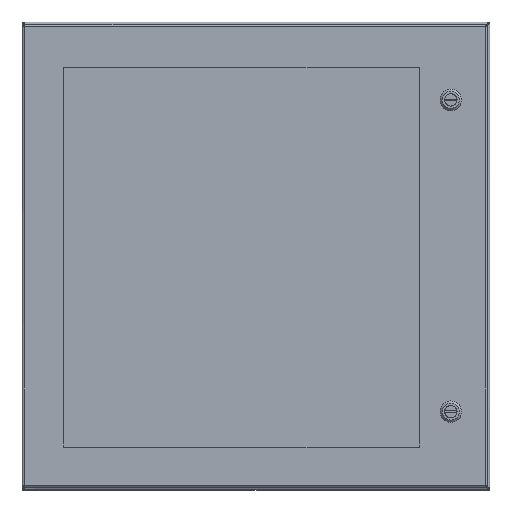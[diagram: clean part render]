
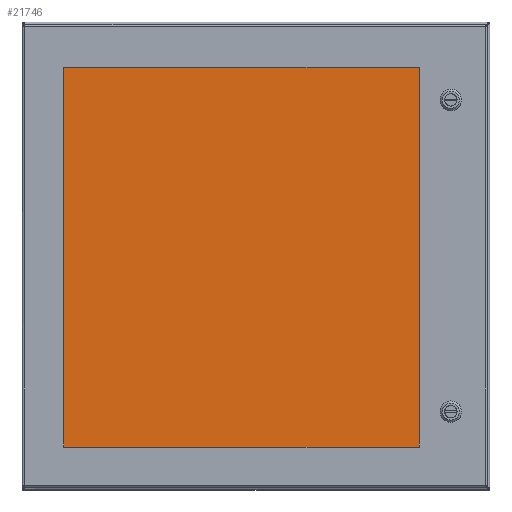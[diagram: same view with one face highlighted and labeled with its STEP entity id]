
A CAD part, top view. The second image highlights one B-rep face of the part: STEP entity #21746.
In plain terms, the highlighted planar face has unit normal (0, 0, 1).
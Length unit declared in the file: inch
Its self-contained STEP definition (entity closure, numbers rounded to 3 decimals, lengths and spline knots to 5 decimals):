
#21604=CARTESIAN_POINT('',(0.0,0.0,0.25));
#21605=VERTEX_POINT('',#21604);
#21606=CARTESIAN_POINT('',(0.,20.5,0.25));
#21607=VERTEX_POINT('',#21606);
#21608=CARTESIAN_POINT('',(0.,0.0,0.25));
#21609=DIRECTION('',(0.0,1.0,0.0));
#21610=VECTOR('',#21609,20.5);
#21611=LINE('',#21608,#21610);
#21612=EDGE_CURVE('',#21605,#21607,#21611,.T.);
#21644=CARTESIAN_POINT('',(19.25,20.5,0.25));
#21645=VERTEX_POINT('',#21644);
#21646=CARTESIAN_POINT('',(0.,20.5,0.25));
#21647=DIRECTION('',(1.0,0.0,0.0));
#21648=VECTOR('',#21647,19.25);
#21649=LINE('',#21646,#21648);
#21650=EDGE_CURVE('',#21607,#21645,#21649,.T.);
#21675=CARTESIAN_POINT('',(19.25,0.,0.25));
#21676=VERTEX_POINT('',#21675);
#21677=CARTESIAN_POINT('',(19.25,20.5,0.25));
#21678=DIRECTION('',(0.0,-1.0,0.0));
#21679=VECTOR('',#21678,20.5);
#21680=LINE('',#21677,#21679);
#21681=EDGE_CURVE('',#21645,#21676,#21680,.T.);
#21706=CARTESIAN_POINT('',(19.25,0.,0.25));
#21707=DIRECTION('',(-1.0,0.0,0.0));
#21708=VECTOR('',#21707,19.25);
#21709=LINE('',#21706,#21708);
#21710=EDGE_CURVE('',#21676,#21605,#21709,.T.);
#21735=CARTESIAN_POINT('',(9.625,10.25,0.25));
#21736=DIRECTION('',(0.0,0.0,1.0));
#21737=DIRECTION('',(1.0,0.0,0.0));
#21738=AXIS2_PLACEMENT_3D('',#21735,#21736,#21737);
#21739=PLANE('',#21738);
#21740=ORIENTED_EDGE('',*,*,#21612,.F.);
#21741=ORIENTED_EDGE('',*,*,#21710,.F.);
#21742=ORIENTED_EDGE('',*,*,#21681,.F.);
#21743=ORIENTED_EDGE('',*,*,#21650,.F.);
#21744=EDGE_LOOP('',(#21740,#21741,#21742,#21743));
#21745=FACE_OUTER_BOUND('',#21744,.T.);
#21746=ADVANCED_FACE('',(#21745),#21739,.T.);
